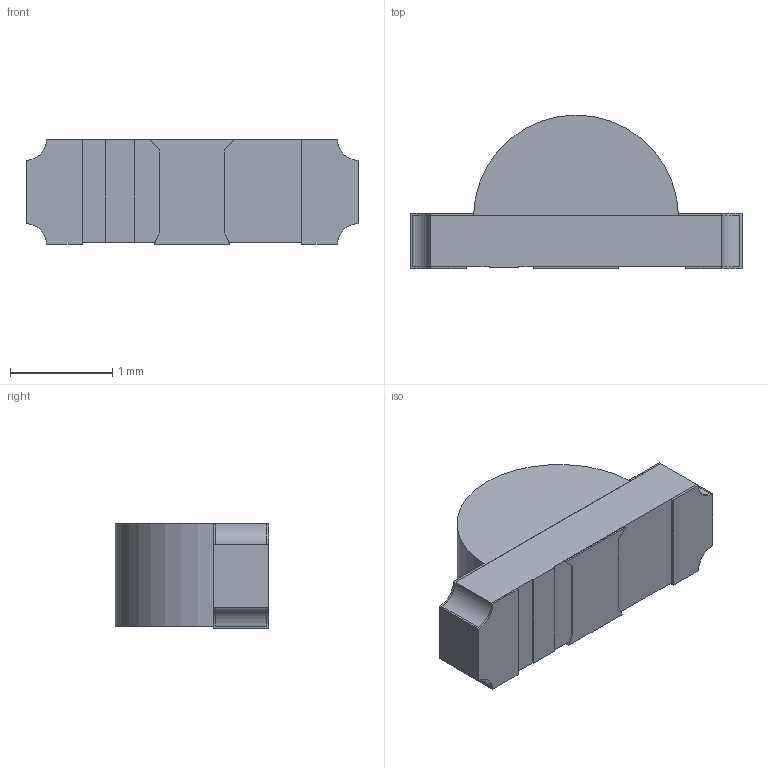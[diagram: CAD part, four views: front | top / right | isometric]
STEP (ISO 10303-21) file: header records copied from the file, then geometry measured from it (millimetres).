
FILE_DESCRIPTION (( 'STEP AP203' ), '1' );
FILE_NAME ('3D_PCB1_2025-05-15(1).STEP', '2025-05-15T02:34:58', ( '' ), ( '' ), 'SwSTEP 2.0', 'SolidWorks 2022', '' );
FILE_SCHEMA (( 'CONFIG_CONTROL_DESIGN' ));
Length unit declared in the file: millimetre
Products named in the file (3): COMPOUND^复件 Ozbl-U1-LED-SMD_3P-L3.2-W1.5-RD_ORANGE_3D_PCB1_2025-05-15(1); 复件 Ozbl-U1-LED-SMD_3P-L3.2-W1.5-RD_ORANGE^3D_PCB1_2025-05-15(1); 3D_PCB1_2025-05-15(1)
Assembly tree (2 placements, depth 3):
  3D_PCB1_2025-05-15(1)
    复件 Ozbl-U1-LED-SMD_3P-L3.2-W1.5-RD_ORANGE^3D_PCB1_2025-05-15(1)
      COMPOUND^复件 Ozbl-U1-LED-SMD_3P-L3.2-W1.5-RD_ORANGE_3D_PCB1_2025-05-15(1)
Bounding box: 3.24 x 1.5 x 1.02 mm (x, y, z)
Volume: 3.2 mm3; surface area: 26.6 mm2
Topology: 5 solids, 5 shells, 121 faces, 314 edges, 208 vertices
Faces by surface type: plane 98, bspline 14, cylinder 9
Entity records: 4651 total; most frequent: CARTESIAN_POINT 1447, ORIENTED_EDGE 628, DIRECTION 538, EDGE_CURVE 314, VECTOR 260, LINE 260, VERTEX_POINT 208, AXIS2_PLACEMENT_3D 139
